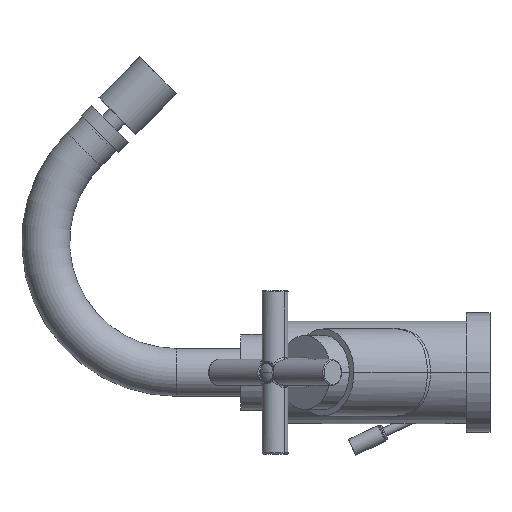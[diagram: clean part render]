
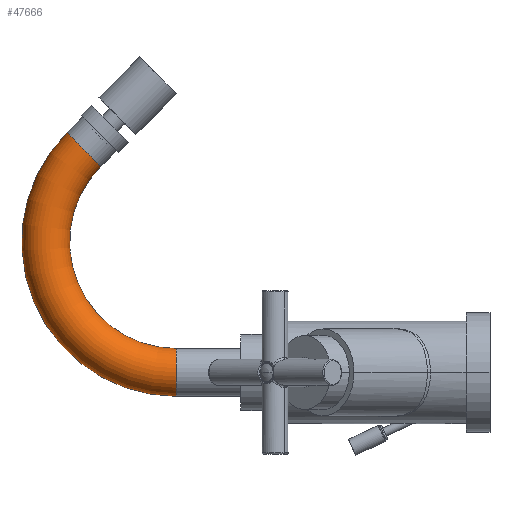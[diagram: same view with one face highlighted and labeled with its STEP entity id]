
A CAD part, left-side view. The second image highlights one B-rep face of the part: STEP entity #47666.
In plain terms, the highlighted toroidal (fillet/blend) face has major radius 60 mm and minor radius 11 mm.
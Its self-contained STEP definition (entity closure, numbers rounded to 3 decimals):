
#45035=CARTESIAN_POINT('',(0.,177.626,
102.426));
#45036=DIRECTION('',(0.,-0.707,0.707));
#45037=DIRECTION('',(0.,0.707,0.707));
#45038=AXIS2_PLACEMENT_3D('',#45035,#45036,#45037);
#45044=CARTESIAN_POINT('',(0.,135.2,0.));
#45045=DIRECTION('',(0.,1.,0.));
#45046=DIRECTION('',(0.,0.,-1.));
#45047=AXIS2_PLACEMENT_3D('',#45044,#45045,#45046);
#45049=CARTESIAN_POINT('',(0.,135.2,60.));
#45050=DIRECTION('',(1.,0.,0.));
#45051=DIRECTION('',(0.,0.,-1.));
#45052=AXIS2_PLACEMENT_3D('',#45049,#45050,#45051);
#45087=CARTESIAN_POINT('',(0.,135.2,60.));
#45088=DIRECTION('',(1.,0.,0.));
#45089=DIRECTION('',(0.,0.,-1.));
#45090=AXIS2_PLACEMENT_3D('',#45087,#45088,#45089);
#46392=CARTESIAN_POINT('',(0.,135.2,11.));
#46393=CARTESIAN_POINT('',(0.,135.2,-11.));
#46394=VERTEX_POINT('',#46392);
#46395=VERTEX_POINT('',#46393);
#46400=CARTESIAN_POINT('',(0.,169.848,
94.648));
#46401=CARTESIAN_POINT('',(0.,185.405,
110.205));
#46402=VERTEX_POINT('',#46400);
#46403=VERTEX_POINT('',#46401);
#47652=CARTESIAN_POINT('',(0.,135.2,60.));
#47653=DIRECTION('',(1.,0.,0.));
#47654=DIRECTION('',(0.,0.,1.));
#47655=AXIS2_PLACEMENT_3D('',#47652,#47653,#47654);
#47656=TOROIDAL_SURFACE('',#47655,60.,11.);
#47658=ORIENTED_EDGE('',*,*,#47657,.F.);
#47660=ORIENTED_EDGE('',*,*,#47659,.T.);
#47661=ORIENTED_EDGE('',*,*,#47639,.T.);
#47663=ORIENTED_EDGE('',*,*,#47662,.F.);
#47664=EDGE_LOOP('',(#47658,#47660,#47661,#47663));
#47665=FACE_OUTER_BOUND('',#47664,.F.);
#47666=ADVANCED_FACE('',(#47665),#47656,.T.);
#45039=CIRCLE('',#45038,11.);
#45048=CIRCLE('',#45047,11.);
#45053=CIRCLE('',#45052,71.);
#45091=CIRCLE('',#45090,49.);
#47639=EDGE_CURVE('',#46403,#46402,#45039,.T.);
#47657=EDGE_CURVE('',#46395,#46394,#45048,.T.);
#47659=EDGE_CURVE('',#46395,#46403,#45053,.T.);
#47662=EDGE_CURVE('',#46394,#46402,#45091,.T.);
